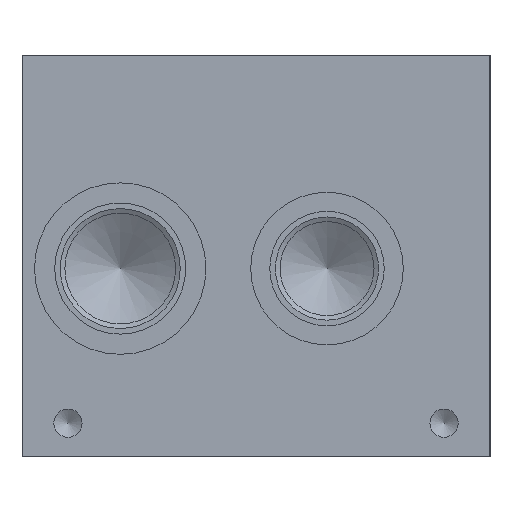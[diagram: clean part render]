
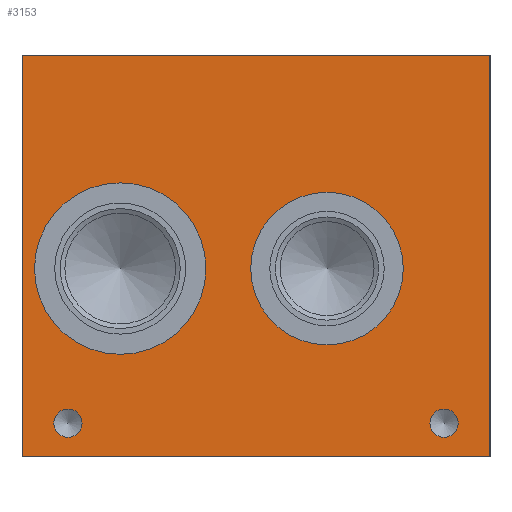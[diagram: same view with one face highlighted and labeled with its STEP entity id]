
A CAD part, left-side view. The second image highlights one B-rep face of the part: STEP entity #3153.
In plain terms, the highlighted planar face has unit normal (-1, 0, 0).
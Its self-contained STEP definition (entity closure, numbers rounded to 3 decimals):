
#361=CARTESIAN_POINT('',(0.0,160.325,18.059));
#362=VERTEX_POINT('',#361);
#363=CARTESIAN_POINT('',(0.0,160.325,12.7));
#364=DIRECTION('',(1.0,0.0,0.0));
#365=DIRECTION('',(0.0,0.0,1.0));
#366=AXIS2_PLACEMENT_3D('',#363,#364,#365);
#367=CIRCLE('',#366,5.359);
#368=EDGE_CURVE('',#362,#362,#367,.T.);
#398=CARTESIAN_POINT('',(0.0,17.475,18.059));
#399=VERTEX_POINT('',#398);
#400=CARTESIAN_POINT('',(0.0,17.475,12.7));
#401=DIRECTION('',(1.0,0.0,0.0));
#402=DIRECTION('',(0.0,0.0,1.0));
#403=AXIS2_PLACEMENT_3D('',#400,#401,#402);
#404=CIRCLE('',#403,5.359);
#405=EDGE_CURVE('',#399,#399,#404,.T.);
#1183=CARTESIAN_POINT('',(0.0,140.487,104.));
#1184=VERTEX_POINT('',#1183);
#1185=CARTESIAN_POINT('',(0.0,140.487,71.425));
#1186=DIRECTION('',(1.0,0.0,0.0));
#1187=DIRECTION('',(0.0,0.0,1.0));
#1188=AXIS2_PLACEMENT_3D('',#1185,#1186,#1187);
#1189=CIRCLE('',#1188,32.576);
#1190=EDGE_CURVE('',#1184,#1184,#1189,.T.);
#1497=CARTESIAN_POINT('',(0.0,61.925,100.406));
#1498=VERTEX_POINT('',#1497);
#1499=CARTESIAN_POINT('',(0.0,61.925,71.425));
#1500=DIRECTION('',(1.0,0.0,0.0));
#1501=DIRECTION('',(0.0,0.0,1.0));
#1502=AXIS2_PLACEMENT_3D('',#1499,#1500,#1501);
#1503=CIRCLE('',#1502,28.981);
#1504=EDGE_CURVE('',#1498,#1498,#1503,.T.);
#3102=CARTESIAN_POINT('',(0.0,0.0,0.0));
#3103=DIRECTION('',(-1.0,0.0,0.0));
#3104=DIRECTION('',(0.0,0.0,1.0));
#3105=AXIS2_PLACEMENT_3D('',#3102,#3103,#3104);
#3106=PLANE('',#3105);
#3107=CARTESIAN_POINT('',(0.0,0.0,152.4));
#3108=VERTEX_POINT('',#3107);
#3109=CARTESIAN_POINT('',(0.0,177.8,152.4));
#3110=VERTEX_POINT('',#3109);
#3111=CARTESIAN_POINT('',(0.0,0.0,152.4));
#3112=DIRECTION('',(0.0,1.0,0.0));
#3113=VECTOR('',#3112,177.8);
#3114=LINE('',#3111,#3113);
#3115=EDGE_CURVE('',#3108,#3110,#3114,.T.);
#3116=ORIENTED_EDGE('',*,*,#3115,.T.);
#3117=CARTESIAN_POINT('',(0.0,177.8,0.0));
#3118=VERTEX_POINT('',#3117);
#3119=CARTESIAN_POINT('',(0.0,177.8,0.0));
#3120=DIRECTION('',(0.0,0.0,1.0));
#3121=VECTOR('',#3120,152.4);
#3122=LINE('',#3119,#3121);
#3123=EDGE_CURVE('',#3118,#3110,#3122,.T.);
#3124=ORIENTED_EDGE('',*,*,#3123,.F.);
#3125=CARTESIAN_POINT('',(0.0,0.0,0.0));
#3126=VERTEX_POINT('',#3125);
#3127=CARTESIAN_POINT('',(0.0,177.8,0.0));
#3128=DIRECTION('',(0.0,-1.0,0.0));
#3129=VECTOR('',#3128,177.8);
#3130=LINE('',#3127,#3129);
#3131=EDGE_CURVE('',#3118,#3126,#3130,.T.);
#3132=ORIENTED_EDGE('',*,*,#3131,.T.);
#3133=CARTESIAN_POINT('',(0.0,0.0,0.0));
#3134=DIRECTION('',(0.0,0.0,1.0));
#3135=VECTOR('',#3134,152.4);
#3136=LINE('',#3133,#3135);
#3137=EDGE_CURVE('',#3126,#3108,#3136,.T.);
#3138=ORIENTED_EDGE('',*,*,#3137,.T.);
#3139=EDGE_LOOP('',(#3116,#3124,#3132,#3138));
#3140=FACE_OUTER_BOUND('',#3139,.T.);
#3141=ORIENTED_EDGE('',*,*,#368,.T.);
#3142=EDGE_LOOP('',(#3141));
#3143=FACE_BOUND('',#3142,.T.);
#3144=ORIENTED_EDGE('',*,*,#405,.T.);
#3145=EDGE_LOOP('',(#3144));
#3146=FACE_BOUND('',#3145,.T.);
#3147=ORIENTED_EDGE('',*,*,#1190,.T.);
#3148=EDGE_LOOP('',(#3147));
#3149=FACE_BOUND('',#3148,.T.);
#3150=ORIENTED_EDGE('',*,*,#1504,.T.);
#3151=EDGE_LOOP('',(#3150));
#3152=FACE_BOUND('',#3151,.T.);
#3153=ADVANCED_FACE('',(#3140,#3143,#3146,#3149,#3152),#3106,.T.);
